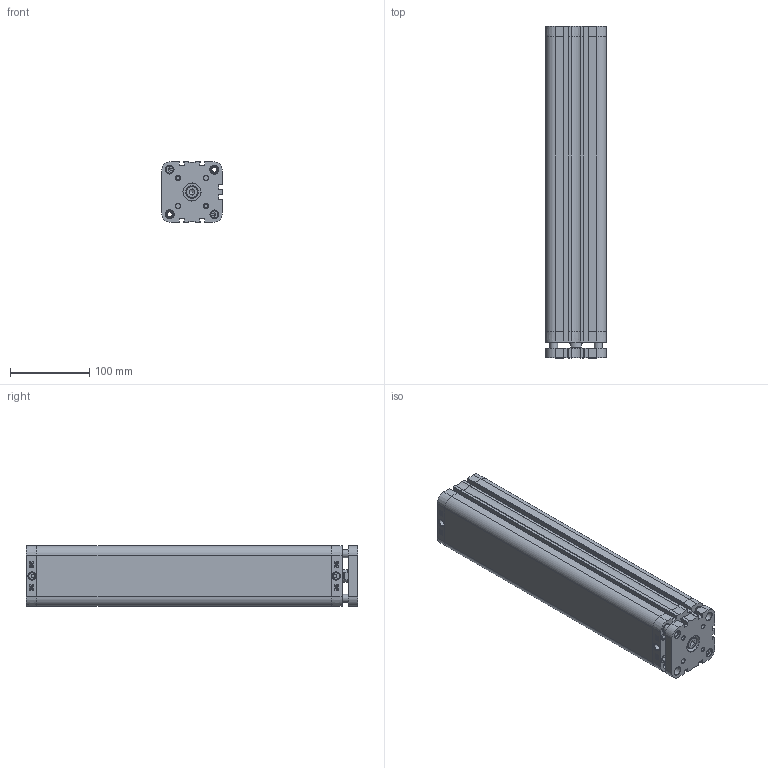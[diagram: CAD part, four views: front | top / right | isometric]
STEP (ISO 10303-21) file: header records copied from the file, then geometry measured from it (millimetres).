
FILE_DESCRIPTION((''),'2;1');
FILE_NAME('PDMA063.350.GS.F.stp','2013-05-20T11:04:10',('Administrator'),(''),'Autodesk Inventor 2012','Autodesk Inventor 2012','');
FILE_SCHEMA(('CONFIG_CONTROL_DESIGN'));
Length unit declared in the file: millimetre
Products named in the file (1): PDMA063.350.GS.F
Bounding box: 77 x 419 x 77 mm (x, y, z)
Volume: 921775.5 mm3; surface area: 327564 mm2
Topology: 1 solids, 10 shells, 1017 faces, 2507 edges, 1587 vertices
Faces by surface type: plane 433, cylinder 219, bspline 218, cone 69, torus 60, sphere 18
Full cylindrical faces by diameter (mm): 4 x2, 4.917 x2, 6 x4, 6.3 x4, 6.5 x2, 6.647 x6, 8.047 x2, 8.376 x1, 8.566 x2, 9.8 x8, 10 x7, 10.3 x8, 10.5 x8, 11 x2, 12 x5, 12.6 x1, 16 x2, 16.5 x1, 22 x1, 63 x1, 65.4 x1, 65.6 x1
Entity records: 33289 total; most frequent: CARTESIAN_POINT 10135, ORIENTED_EDGE 4656, DIRECTION 4039, EDGE_CURVE 2328, VERTEX_POINT 1556, AXIS2_PLACEMENT_3D 1402, EDGE_LOOP 1273, VECTOR 1235
